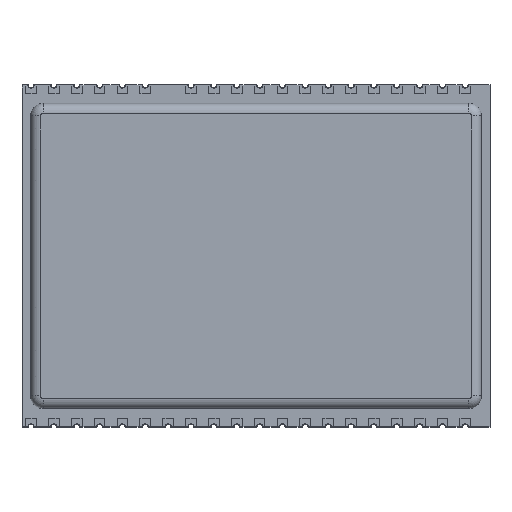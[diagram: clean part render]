
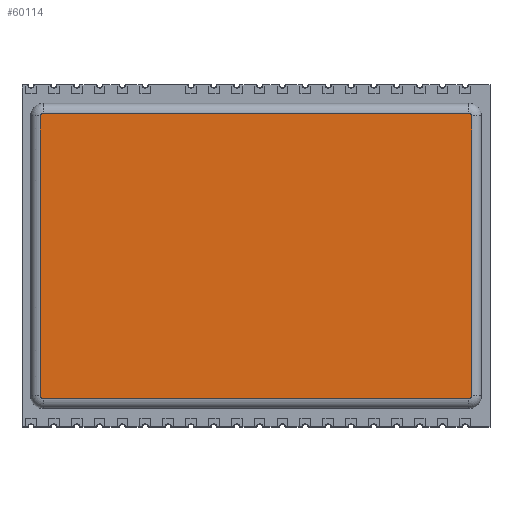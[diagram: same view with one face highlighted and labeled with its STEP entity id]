
A CAD part, top view. The second image highlights one B-rep face of the part: STEP entity #60114.
In plain terms, the highlighted face is planar.
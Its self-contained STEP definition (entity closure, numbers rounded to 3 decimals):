
#126 = DIRECTION ( 'NONE',  ( 0., 0., -1. ) ) ;
#1281 = CARTESIAN_POINT ( 'NONE',  ( -15.85, 0., -23.65 ) ) ;
#7545 = PLANE ( 'NONE',  #102569 ) ;
#8570 = DIRECTION ( 'NONE',  ( -1., 0., 0. ) ) ;
#8967 = CARTESIAN_POINT ( 'NONE',  ( 15.55, 0., -23.95 ) ) ;
#9732 = CIRCLE ( 'NONE', #93742, 0.3 ) ;
#14272 = EDGE_CURVE ( 'NONE', #75169, #137268, #25275, .T. ) ;
#16929 = EDGE_CURVE ( 'NONE', #47565, #82430, #153445, .T. ) ;
#18471 = CARTESIAN_POINT ( 'NONE',  ( 15.55, 0., -23.65 ) ) ;
#19550 = CARTESIAN_POINT ( 'NONE',  ( -15.85, 0., -23.65 ) ) ;
#20709 = VERTEX_POINT ( 'NONE', #100968 ) ;
#20882 = ORIENTED_EDGE ( 'NONE', *, *, #14272, .T. ) ;
#23003 = DIRECTION ( 'NONE',  ( 0., 1., 0. ) ) ;
#25275 = LINE ( 'NONE', #1281, #67836 ) ;
#28232 = CIRCLE ( 'NONE', #61182, 0.3 ) ;
#28970 = DIRECTION ( 'NONE',  ( 0., 0., 1. ) ) ;
#29213 = ORIENTED_EDGE ( 'NONE', *, *, #67254, .T. ) ;
#29927 = CARTESIAN_POINT ( 'NONE',  ( -15.55, 0., 23.95 ) ) ;
#30582 = CARTESIAN_POINT ( 'NONE',  ( 15.85, 0., 23.65 ) ) ;
#31207 = DIRECTION ( 'NONE',  ( 1., 0., 0. ) ) ;
#41873 = CARTESIAN_POINT ( 'NONE',  ( 15.85, 0., 23.65 ) ) ;
#44722 = ORIENTED_EDGE ( 'NONE', *, *, #48863, .T. ) ;
#47302 = VERTEX_POINT ( 'NONE', #29927 ) ;
#47565 = VERTEX_POINT ( 'NONE', #8967 ) ;
#47839 = ORIENTED_EDGE ( 'NONE', *, *, #62107, .T. ) ;
#48863 = EDGE_CURVE ( 'NONE', #137268, #47302, #9732, .T. ) ;
#60114 = ADVANCED_FACE ( 'NONE', ( #151676 ), #7545, .F. ) ;
#61182 = AXIS2_PLACEMENT_3D ( 'NONE', #114941, #76871, #28970 ) ;
#62107 = EDGE_CURVE ( 'NONE', #82430, #75169, #97651, .T. ) ;
#67254 = EDGE_CURVE ( 'NONE', #20709, #154377, #28232, .T. ) ;
#67836 = VECTOR ( 'NONE', #97768, 1000. ) ;
#68980 = CARTESIAN_POINT ( 'NONE',  ( 15.55, 0., 23.65 ) ) ;
#75169 = VERTEX_POINT ( 'NONE', #19550 ) ;
#76586 = EDGE_CURVE ( 'NONE', #154377, #84680, #139601, .T. ) ;
#76871 = DIRECTION ( 'NONE',  ( 0., 1., 0. ) ) ;
#78803 = DIRECTION ( 'NONE',  ( -1., 0., 0. ) ) ;
#82430 = VERTEX_POINT ( 'NONE', #141011 ) ;
#84382 = LINE ( 'NONE', #123212, #88712 ) ;
#84680 = VERTEX_POINT ( 'NONE', #99154 ) ;
#87450 = DIRECTION ( 'NONE',  ( 1., 0., 0. ) ) ;
#88712 = VECTOR ( 'NONE', #87450, 1000. ) ;
#91537 = CARTESIAN_POINT ( 'NONE',  ( 15.55, 0., -23.95 ) ) ;
#92530 = ORIENTED_EDGE ( 'NONE', *, *, #16929, .T. ) ;
#93742 = AXIS2_PLACEMENT_3D ( 'NONE', #155831, #154264, #8570 ) ;
#93991 = ORIENTED_EDGE ( 'NONE', *, *, #76586, .T. ) ;
#94103 = VECTOR ( 'NONE', #78803, 1000. ) ;
#97651 = CIRCLE ( 'NONE', #117969, 0.3 ) ;
#97768 = DIRECTION ( 'NONE',  ( 0., 0., 1. ) ) ;
#98125 = ORIENTED_EDGE ( 'NONE', *, *, #141820, .T. ) ;
#98321 = ORIENTED_EDGE ( 'NONE', *, *, #143057, .T. ) ;
#99154 = CARTESIAN_POINT ( 'NONE',  ( 15.85, 0., -23.65 ) ) ;
#100968 = CARTESIAN_POINT ( 'NONE',  ( 15.55, 0., 23.95 ) ) ;
#101384 = CARTESIAN_POINT ( 'NONE',  ( -15.85, 0., 23.65 ) ) ;
#102569 = AXIS2_PLACEMENT_3D ( 'NONE', #68980, #118256, #153261 ) ;
#106526 = CARTESIAN_POINT ( 'NONE',  ( -15.55, 0., -23.65 ) ) ;
#107331 = DIRECTION ( 'NONE',  ( 0., 1., 0. ) ) ;
#111822 = AXIS2_PLACEMENT_3D ( 'NONE', #18471, #23003, #31207 ) ;
#114941 = CARTESIAN_POINT ( 'NONE',  ( 15.55, 0., 23.65 ) ) ;
#117969 = AXIS2_PLACEMENT_3D ( 'NONE', #106526, #107331, #155007 ) ;
#118256 = DIRECTION ( 'NONE',  ( 0., -1., 0. ) ) ;
#120515 = EDGE_LOOP ( 'NONE', ( #98125, #29213, #93991, #98321, #92530, #47839, #20882, #44722 ) ) ;
#123212 = CARTESIAN_POINT ( 'NONE',  ( -15.55, 0., 23.95 ) ) ;
#127020 = CIRCLE ( 'NONE', #111822, 0.3 ) ;
#137268 = VERTEX_POINT ( 'NONE', #101384 ) ;
#139601 = LINE ( 'NONE', #30582, #154708 ) ;
#141011 = CARTESIAN_POINT ( 'NONE',  ( -15.55, 0., -23.95 ) ) ;
#141820 = EDGE_CURVE ( 'NONE', #47302, #20709, #84382, .T. ) ;
#143057 = EDGE_CURVE ( 'NONE', #84680, #47565, #127020, .T. ) ;
#151676 = FACE_OUTER_BOUND ( 'NONE', #120515, .T. ) ;
#153261 = DIRECTION ( 'NONE',  ( 0., 0., -1. ) ) ;
#153445 = LINE ( 'NONE', #91537, #94103 ) ;
#154264 = DIRECTION ( 'NONE',  ( 0., 1., 0. ) ) ;
#154377 = VERTEX_POINT ( 'NONE', #41873 ) ;
#154708 = VECTOR ( 'NONE', #126, 1000. ) ;
#155007 = DIRECTION ( 'NONE',  ( 0., 0., -1. ) ) ;
#155831 = CARTESIAN_POINT ( 'NONE',  ( -15.55, 0., 23.65 ) ) ;
